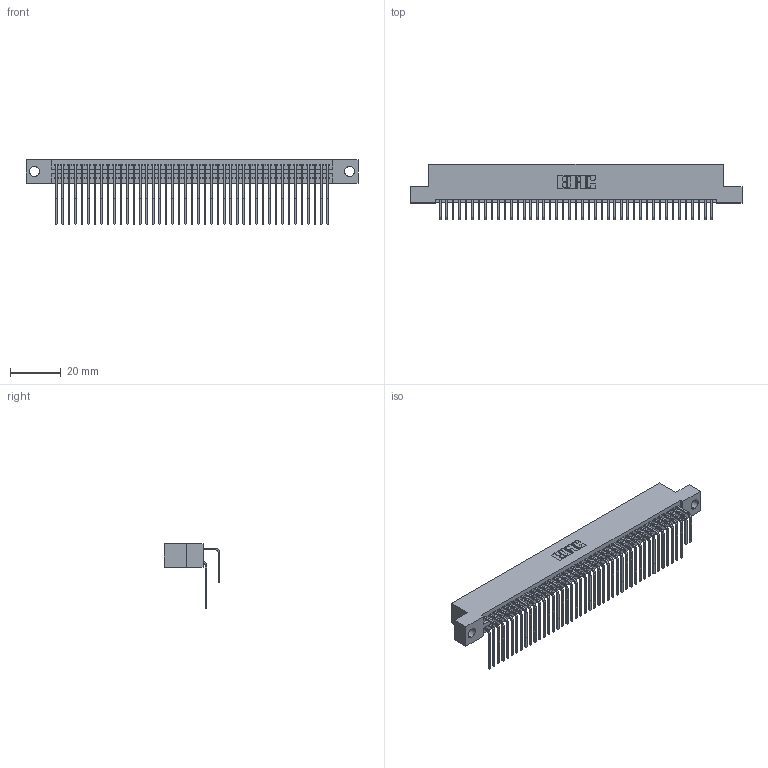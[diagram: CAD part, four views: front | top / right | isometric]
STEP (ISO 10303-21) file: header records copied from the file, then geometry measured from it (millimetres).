
FILE_DESCRIPTION (( 'STEP AP203' ), '1' );
FILE_NAME ('345-086-558-204.STEP', '2018-10-04T07:20:15', ( '' ), ( '' ), 'SwSTEP 2.0', 'SolidWorks 2016', '' );
FILE_SCHEMA (( 'CONFIG_CONTROL_DESIGN' ));
Length unit declared in the file: inch
Products named in the file (4): 345-292-001_558 Tail - 2; 345-086-558-204; 345 Part_Flush Mounting Lugs - 0.156 Dia-TH; 345-292-001_558 559 Tail - 1
Assembly tree (87 placements, depth 2):
  345-086-558-204
    345 Part_Flush Mounting Lugs - 0.156 Dia-TH
    345-292-001_558 559 Tail - 1  x43
    345-292-001_558 Tail - 2  x43
Bounding box: 130.43 x 21.83 x 25.53 mm (x, y, z)
Volume: 13087.5 mm3; surface area: 21513 mm2
Topology: 87 solids, 87 shells, 4598 faces, 13671 edges, 8998 vertices
Faces by surface type: plane 3090, cylinder 1508
Entity records: 35259 total; most frequent: CARTESIAN_POINT 5955, ORIENTED_EDGE 5838, DIRECTION 5223, EDGE_CURVE 2919, VECTOR 2575, LINE 2575, VERTEX_POINT 1942, AXIS2_PLACEMENT_3D 1324
